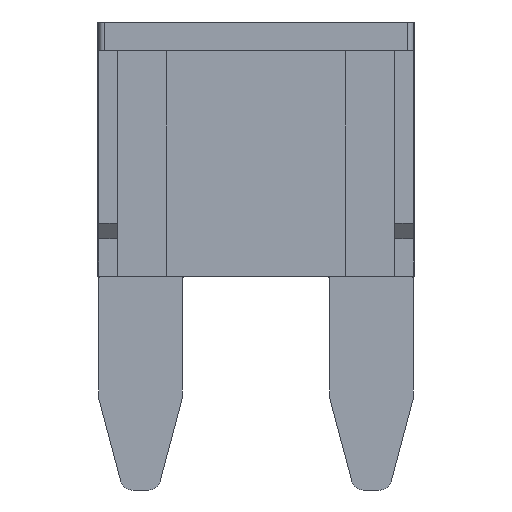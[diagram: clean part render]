
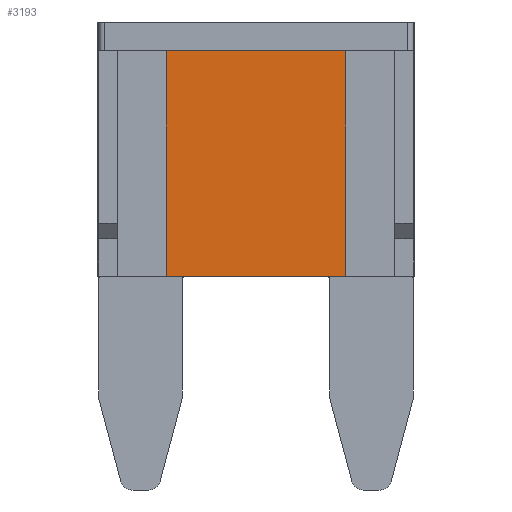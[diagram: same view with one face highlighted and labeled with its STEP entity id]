
A CAD part, front view. The second image highlights one B-rep face of the part: STEP entity #3193.
In plain terms, the highlighted planar face has unit normal (0, -1, 0).
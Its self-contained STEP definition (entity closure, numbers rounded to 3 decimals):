
#274=FACE_OUTER_BOUND('',#447,.T.);
#447=EDGE_LOOP('',(#2557,#2558,#2559,#2560));
#626=LINE('',#4884,#993);
#669=LINE('',#4968,#1036);
#732=LINE('',#5105,#1099);
#734=LINE('',#5108,#1101);
#993=VECTOR('',#3700,10.);
#1036=VECTOR('',#3773,10.);
#1099=VECTOR('',#3896,10.);
#1101=VECTOR('',#3900,10.);
#1357=VERTEX_POINT('',#4880);
#1359=VERTEX_POINT('',#4883);
#1385=VERTEX_POINT('',#4967);
#1429=VERTEX_POINT('',#5103);
#1714=EDGE_CURVE('',#1357,#1359,#626,.T.);
#1757=EDGE_CURVE('',#1385,#1359,#669,.T.);
#1826=EDGE_CURVE('',#1429,#1357,#732,.T.);
#1828=EDGE_CURVE('',#1429,#1385,#734,.T.);
#2557=ORIENTED_EDGE('',*,*,#1828,.T.);
#2558=ORIENTED_EDGE('',*,*,#1757,.T.);
#2559=ORIENTED_EDGE('',*,*,#1714,.F.);
#2560=ORIENTED_EDGE('',*,*,#1826,.F.);
#3057=PLANE('',#3375);
#3193=ADVANCED_FACE('',(#274),#3057,.T.);
#3375=AXIS2_PLACEMENT_3D('',#5117,#3913,#3914);
#3700=DIRECTION('',(0.,0.,-1.));
#3773=DIRECTION('',(1.,0.,0.));
#3896=DIRECTION('',(1.,0.,0.));
#3900=DIRECTION('',(0.,0.,-1.));
#3913=DIRECTION('center_axis',(0.,-1.,0.));
#3914=DIRECTION('ref_axis',(-1.,0.,0.));
#4880=CARTESIAN_POINT('',(3.1,-1.7,-1.));
#4883=CARTESIAN_POINT('',(3.1,-1.7,-8.8));
#4884=CARTESIAN_POINT('',(3.1,-1.7,-4.9));
#4967=CARTESIAN_POINT('',(-3.1,-1.7,-8.8));
#4968=CARTESIAN_POINT('',(5.5,-1.7,-8.8));
#5103=CARTESIAN_POINT('',(-3.1,-1.7,-1.));
#5105=CARTESIAN_POINT('',(2.75,-1.7,-1.));
#5108=CARTESIAN_POINT('',(-3.1,-1.7,-4.9));
#5117=CARTESIAN_POINT('Origin',(5.5,-1.7,-1.));
